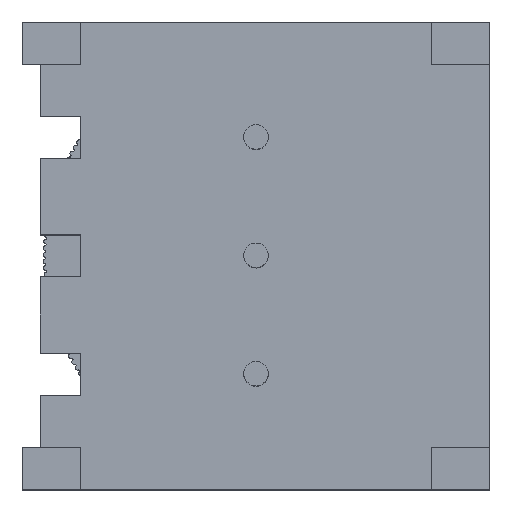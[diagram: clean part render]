
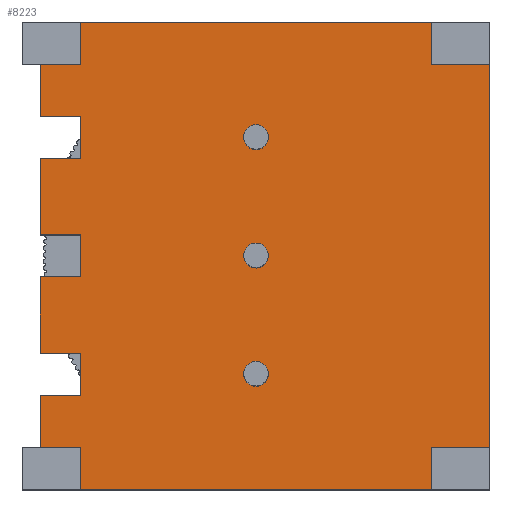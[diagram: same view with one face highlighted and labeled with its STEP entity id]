
A CAD part, top view. The second image highlights one B-rep face of the part: STEP entity #8223.
In plain terms, the highlighted planar face has unit normal (0, 0, 1).
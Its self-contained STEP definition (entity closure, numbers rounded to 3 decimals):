
#826=FACE_BOUND('',#1362,.T.);
#827=FACE_BOUND('',#1363,.T.);
#828=FACE_BOUND('',#1364,.T.);
#851=PLANE('',#8757);
#904=FACE_OUTER_BOUND('',#1361,.T.);
#1361=EDGE_LOOP('',(#5165,#5166,#5167,#5168,#5169,#5170,#5171,#5172,#5173,
#5174,#5175,#5176,#5177,#5178,#5179,#5180,#5181,#5182,#5183,#5184,#5185,
#5186,#5187,#5188));
#1362=EDGE_LOOP('',(#5189));
#1363=EDGE_LOOP('',(#5190));
#1364=EDGE_LOOP('',(#5191));
#1808=LINE('',#12105,#1926);
#1811=LINE('',#12111,#1929);
#1815=LINE('',#12118,#1933);
#1833=LINE('',#12155,#1951);
#1836=LINE('',#12161,#1954);
#1838=LINE('',#12164,#1956);
#1839=LINE('',#12167,#1957);
#1841=LINE('',#12171,#1959);
#1844=LINE('',#12177,#1962);
#1846=LINE('',#12181,#1964);
#1849=LINE('',#12186,#1967);
#1850=LINE('',#12188,#1968);
#1852=LINE('',#12192,#1970);
#1853=LINE('',#12195,#1971);
#1854=LINE('',#12197,#1972);
#1855=LINE('',#12199,#1973);
#1856=LINE('',#12201,#1974);
#1857=LINE('',#12203,#1975);
#1858=LINE('',#12205,#1976);
#1859=LINE('',#12207,#1977);
#1860=LINE('',#12209,#1978);
#1861=LINE('',#12211,#1979);
#1862=LINE('',#12213,#1980);
#1863=LINE('',#12214,#1981);
#1926=VECTOR('',#9844,10.);
#1929=VECTOR('',#9849,10.);
#1933=VECTOR('',#9855,10.);
#1951=VECTOR('',#9877,10.);
#1954=VECTOR('',#9882,10.);
#1956=VECTOR('',#9886,10.);
#1957=VECTOR('',#9889,10.);
#1959=VECTOR('',#9893,10.);
#1962=VECTOR('',#9898,10.);
#1964=VECTOR('',#9902,10.);
#1967=VECTOR('',#9907,10.);
#1968=VECTOR('',#9910,10.);
#1970=VECTOR('',#9914,10.);
#1971=VECTOR('',#9917,10.);
#1972=VECTOR('',#9918,10.);
#1973=VECTOR('',#9919,10.);
#1974=VECTOR('',#9920,10.);
#1975=VECTOR('',#9921,10.);
#1976=VECTOR('',#9922,10.);
#1977=VECTOR('',#9923,10.);
#1978=VECTOR('',#9924,10.);
#1979=VECTOR('',#9925,10.);
#1980=VECTOR('',#9926,10.);
#1981=VECTOR('',#9927,10.);
#2039=CIRCLE('',#8729,0.25);
#2041=CIRCLE('',#8733,0.25);
#2043=CIRCLE('',#8737,0.25);
#2853=VERTEX_POINT('',#12073);
#2855=VERTEX_POINT('',#12080);
#2857=VERTEX_POINT('',#12087);
#2862=VERTEX_POINT('',#12102);
#2863=VERTEX_POINT('',#12104);
#2865=VERTEX_POINT('',#12110);
#2867=VERTEX_POINT('',#12116);
#2884=VERTEX_POINT('',#12154);
#2885=VERTEX_POINT('',#12158);
#2886=VERTEX_POINT('',#12160);
#2887=VERTEX_POINT('',#12166);
#2888=VERTEX_POINT('',#12170);
#2889=VERTEX_POINT('',#12174);
#2890=VERTEX_POINT('',#12176);
#2891=VERTEX_POINT('',#12180);
#2892=VERTEX_POINT('',#12184);
#2893=VERTEX_POINT('',#12190);
#2894=VERTEX_POINT('',#12194);
#2895=VERTEX_POINT('',#12196);
#2896=VERTEX_POINT('',#12198);
#2897=VERTEX_POINT('',#12200);
#2898=VERTEX_POINT('',#12202);
#2899=VERTEX_POINT('',#12204);
#2900=VERTEX_POINT('',#12206);
#2901=VERTEX_POINT('',#12208);
#2902=VERTEX_POINT('',#12210);
#2903=VERTEX_POINT('',#12212);
#3742=EDGE_CURVE('',#2853,#2853,#2039,.T.);
#3745=EDGE_CURVE('',#2855,#2855,#2041,.T.);
#3748=EDGE_CURVE('',#2857,#2857,#2043,.T.);
#3754=EDGE_CURVE('',#2863,#2862,#1808,.T.);
#3757=EDGE_CURVE('',#2865,#2863,#1811,.T.);
#3761=EDGE_CURVE('',#2862,#2867,#1815,.T.);
#3779=EDGE_CURVE('',#2884,#2865,#1833,.T.);
#3782=EDGE_CURVE('',#2886,#2885,#1836,.T.);
#3784=EDGE_CURVE('',#2885,#2884,#1838,.T.);
#3785=EDGE_CURVE('',#2887,#2886,#1839,.T.);
#3787=EDGE_CURVE('',#2888,#2887,#1841,.T.);
#3790=EDGE_CURVE('',#2890,#2889,#1844,.T.);
#3792=EDGE_CURVE('',#2891,#2890,#1846,.T.);
#3795=EDGE_CURVE('',#2889,#2892,#1849,.T.);
#3796=EDGE_CURVE('',#2867,#2891,#1850,.T.);
#3798=EDGE_CURVE('',#2892,#2893,#1852,.T.);
#3799=EDGE_CURVE('',#2893,#2894,#1853,.T.);
#3800=EDGE_CURVE('',#2894,#2895,#1854,.T.);
#3801=EDGE_CURVE('',#2895,#2896,#1855,.T.);
#3802=EDGE_CURVE('',#2896,#2897,#1856,.T.);
#3803=EDGE_CURVE('',#2897,#2898,#1857,.T.);
#3804=EDGE_CURVE('',#2898,#2899,#1858,.T.);
#3805=EDGE_CURVE('',#2899,#2900,#1859,.T.);
#3806=EDGE_CURVE('',#2900,#2901,#1860,.T.);
#3807=EDGE_CURVE('',#2901,#2902,#1861,.T.);
#3808=EDGE_CURVE('',#2902,#2903,#1862,.T.);
#3809=EDGE_CURVE('',#2903,#2888,#1863,.T.);
#5165=ORIENTED_EDGE('',*,*,#3761,.T.);
#5166=ORIENTED_EDGE('',*,*,#3796,.T.);
#5167=ORIENTED_EDGE('',*,*,#3792,.T.);
#5168=ORIENTED_EDGE('',*,*,#3790,.T.);
#5169=ORIENTED_EDGE('',*,*,#3795,.T.);
#5170=ORIENTED_EDGE('',*,*,#3798,.T.);
#5171=ORIENTED_EDGE('',*,*,#3799,.T.);
#5172=ORIENTED_EDGE('',*,*,#3800,.T.);
#5173=ORIENTED_EDGE('',*,*,#3801,.T.);
#5174=ORIENTED_EDGE('',*,*,#3802,.T.);
#5175=ORIENTED_EDGE('',*,*,#3803,.T.);
#5176=ORIENTED_EDGE('',*,*,#3804,.T.);
#5177=ORIENTED_EDGE('',*,*,#3805,.T.);
#5178=ORIENTED_EDGE('',*,*,#3806,.T.);
#5179=ORIENTED_EDGE('',*,*,#3807,.T.);
#5180=ORIENTED_EDGE('',*,*,#3808,.T.);
#5181=ORIENTED_EDGE('',*,*,#3809,.T.);
#5182=ORIENTED_EDGE('',*,*,#3787,.T.);
#5183=ORIENTED_EDGE('',*,*,#3785,.T.);
#5184=ORIENTED_EDGE('',*,*,#3782,.T.);
#5185=ORIENTED_EDGE('',*,*,#3784,.T.);
#5186=ORIENTED_EDGE('',*,*,#3779,.T.);
#5187=ORIENTED_EDGE('',*,*,#3757,.T.);
#5188=ORIENTED_EDGE('',*,*,#3754,.T.);
#5189=ORIENTED_EDGE('',*,*,#3742,.T.);
#5190=ORIENTED_EDGE('',*,*,#3745,.T.);
#5191=ORIENTED_EDGE('',*,*,#3748,.T.);
#8223=ADVANCED_FACE('',(#904,#826,#827,#828),#851,.T.);
#8729=AXIS2_PLACEMENT_3D('',#12075,#9809,#9810);
#8733=AXIS2_PLACEMENT_3D('',#12082,#9818,#9819);
#8737=AXIS2_PLACEMENT_3D('',#12089,#9827,#9828);
#8757=AXIS2_PLACEMENT_3D('',#12193,#9915,#9916);
#9809=DIRECTION('center_axis',(0.,0.,-1.));
#9810=DIRECTION('ref_axis',(-1.,0.,0.));
#9818=DIRECTION('center_axis',(0.,0.,-1.));
#9819=DIRECTION('ref_axis',(-1.,0.,0.));
#9827=DIRECTION('center_axis',(0.,0.,-1.));
#9828=DIRECTION('ref_axis',(-1.,0.,0.));
#9844=DIRECTION('',(0.,-1.,0.));
#9849=DIRECTION('',(1.,0.,0.));
#9855=DIRECTION('',(-1.,0.,0.));
#9877=DIRECTION('',(0.,-1.,0.));
#9882=DIRECTION('',(0.,-1.,0.));
#9886=DIRECTION('',(-1.,0.,0.));
#9889=DIRECTION('',(1.,0.,0.));
#9893=DIRECTION('',(0.,-1.,0.));
#9898=DIRECTION('',(0.,-1.,0.));
#9902=DIRECTION('',(1.,0.,0.));
#9907=DIRECTION('',(-1.,0.,0.));
#9910=DIRECTION('',(0.,-1.,0.));
#9914=DIRECTION('',(0.,-1.,0.));
#9915=DIRECTION('center_axis',(0.,0.,1.));
#9916=DIRECTION('ref_axis',(1.,0.,0.));
#9917=DIRECTION('',(1.,0.,0.));
#9918=DIRECTION('',(0.,-1.,0.));
#9919=DIRECTION('',(1.,0.,0.));
#9920=DIRECTION('',(0.,1.,0.));
#9921=DIRECTION('',(1.,0.,0.));
#9922=DIRECTION('',(0.,1.,0.));
#9923=DIRECTION('',(-1.,0.,0.));
#9924=DIRECTION('',(0.,1.,0.));
#9925=DIRECTION('',(-1.,0.,0.));
#9926=DIRECTION('',(0.,-1.,0.));
#9927=DIRECTION('',(-1.,0.,0.));
#12073=CARTESIAN_POINT('',(0.25,0.,2.3));
#12075=CARTESIAN_POINT('Origin',(0.,0.,2.3));
#12080=CARTESIAN_POINT('',(0.25,-2.42,2.3));
#12082=CARTESIAN_POINT('Origin',(0.,-2.42,2.3));
#12087=CARTESIAN_POINT('',(0.25,2.42,2.3));
#12089=CARTESIAN_POINT('Origin',(0.,2.42,2.3));
#12102=CARTESIAN_POINT('',(-3.58,-0.43,2.3));
#12104=CARTESIAN_POINT('',(-3.58,0.43,2.3));
#12105=CARTESIAN_POINT('',(-3.58,0.215,2.3));
#12110=CARTESIAN_POINT('',(-4.41,0.43,2.3));
#12111=CARTESIAN_POINT('',(-2.205,0.43,2.3));
#12116=CARTESIAN_POINT('',(-4.41,-0.43,2.3));
#12118=CARTESIAN_POINT('',(-1.79,-0.43,2.3));
#12154=CARTESIAN_POINT('',(-4.41,1.99,2.3));
#12155=CARTESIAN_POINT('',(-4.41,1.96,2.3));
#12158=CARTESIAN_POINT('',(-3.58,1.99,2.3));
#12160=CARTESIAN_POINT('',(-3.58,2.85,2.3));
#12161=CARTESIAN_POINT('',(-3.58,0.995,2.3));
#12164=CARTESIAN_POINT('',(-2.205,1.99,2.3));
#12166=CARTESIAN_POINT('',(-4.41,2.85,2.3));
#12167=CARTESIAN_POINT('',(-1.79,2.85,2.3));
#12170=CARTESIAN_POINT('',(-4.41,3.92,2.3));
#12171=CARTESIAN_POINT('',(-4.41,1.96,2.3));
#12174=CARTESIAN_POINT('',(-3.58,-2.85,2.3));
#12176=CARTESIAN_POINT('',(-3.58,-1.99,2.3));
#12177=CARTESIAN_POINT('',(-3.58,-0.995,2.3));
#12180=CARTESIAN_POINT('',(-4.41,-1.99,2.3));
#12181=CARTESIAN_POINT('',(-2.205,-1.99,2.3));
#12184=CARTESIAN_POINT('',(-4.41,-2.85,2.3));
#12186=CARTESIAN_POINT('',(-1.79,-2.85,2.3));
#12188=CARTESIAN_POINT('',(-4.41,1.96,2.3));
#12190=CARTESIAN_POINT('',(-4.41,-3.92,2.3));
#12192=CARTESIAN_POINT('',(-4.41,1.96,2.3));
#12193=CARTESIAN_POINT('Origin',(0.,0.,2.3));
#12194=CARTESIAN_POINT('',(-3.58,-3.92,2.3));
#12195=CARTESIAN_POINT('',(-2.39,-3.92,2.3));
#12196=CARTESIAN_POINT('',(-3.58,-4.78,2.3));
#12197=CARTESIAN_POINT('',(-3.58,-1.96,2.3));
#12198=CARTESIAN_POINT('',(3.58,-4.78,2.3));
#12199=CARTESIAN_POINT('',(4.78,-4.78,2.3));
#12200=CARTESIAN_POINT('',(3.58,-3.92,2.3));
#12201=CARTESIAN_POINT('',(3.58,-1.96,2.3));
#12202=CARTESIAN_POINT('',(4.78,-3.92,2.3));
#12203=CARTESIAN_POINT('',(2.39,-3.92,2.3));
#12204=CARTESIAN_POINT('',(4.78,3.92,2.3));
#12205=CARTESIAN_POINT('',(4.78,4.78,2.3));
#12206=CARTESIAN_POINT('',(3.58,3.92,2.3));
#12207=CARTESIAN_POINT('',(2.39,3.92,2.3));
#12208=CARTESIAN_POINT('',(3.58,4.78,2.3));
#12209=CARTESIAN_POINT('',(3.58,1.96,2.3));
#12210=CARTESIAN_POINT('',(-3.58,4.78,2.3));
#12211=CARTESIAN_POINT('',(-4.78,4.78,2.3));
#12212=CARTESIAN_POINT('',(-3.58,3.92,2.3));
#12213=CARTESIAN_POINT('',(-3.58,1.96,2.3));
#12214=CARTESIAN_POINT('',(-2.39,3.92,2.3));
